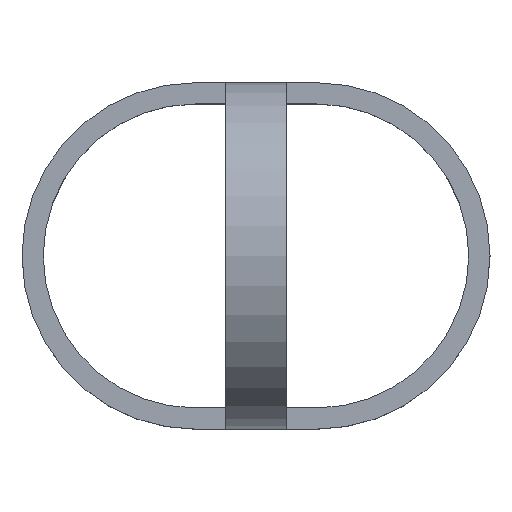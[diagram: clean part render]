
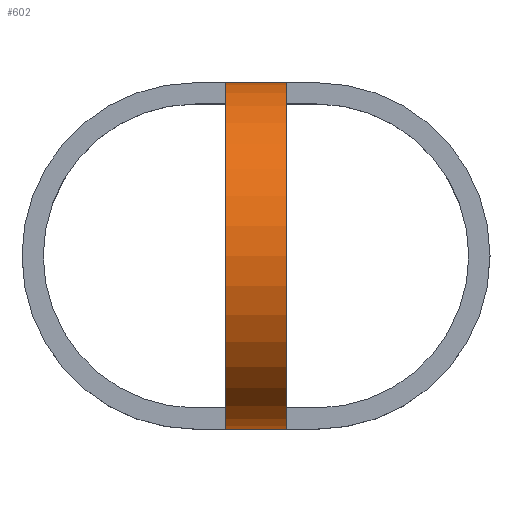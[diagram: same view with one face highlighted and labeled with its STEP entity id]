
A CAD part, top view. The second image highlights one B-rep face of the part: STEP entity #602.
In plain terms, the highlighted cylindrical face has radius 5.7 mm (diameter 11.4 mm), a partial arc.
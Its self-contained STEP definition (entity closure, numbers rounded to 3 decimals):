
#14 = ORIENTED_EDGE ( 'NONE', *, *, #469, .F. ) ;
#39 = DIRECTION ( 'NONE',  ( 0., 0., 1. ) ) ;
#63 = CARTESIAN_POINT ( 'NONE',  ( -1., 11.4, 2. ) ) ;
#72 = CARTESIAN_POINT ( 'NONE',  ( 1., 5.7, 2. ) ) ;
#128 = VERTEX_POINT ( 'NONE', #432 ) ;
#138 = VECTOR ( 'NONE', #174, 1000. ) ;
#146 = EDGE_CURVE ( 'NONE', #425, #419, #566, .T. ) ;
#170 = EDGE_CURVE ( 'NONE', #419, #128, #651, .T. ) ;
#174 = DIRECTION ( 'NONE',  ( 1., 0., 0. ) ) ;
#206 = AXIS2_PLACEMENT_3D ( 'NONE', #412, #521, #720 ) ;
#226 = CARTESIAN_POINT ( 'NONE',  ( -1., 0., 2. ) ) ;
#243 = DIRECTION ( 'NONE',  ( -1., 0., 0. ) ) ;
#248 = FACE_OUTER_BOUND ( 'NONE', #689, .T. ) ;
#298 = AXIS2_PLACEMENT_3D ( 'NONE', #499, #364, #39 ) ;
#308 = EDGE_CURVE ( 'NONE', #425, #754, #589, .T. ) ;
#328 = CYLINDRICAL_SURFACE ( 'NONE', #206, 5.7 ) ;
#352 = LINE ( 'NONE', #509, #138 ) ;
#364 = DIRECTION ( 'NONE',  ( -1., 0., 0. ) ) ;
#403 = VECTOR ( 'NONE', #621, 1000. ) ;
#412 = CARTESIAN_POINT ( 'NONE',  ( -1., 5.7, 2. ) ) ;
#419 = VERTEX_POINT ( 'NONE', #591 ) ;
#425 = VERTEX_POINT ( 'NONE', #226 ) ;
#432 = CARTESIAN_POINT ( 'NONE',  ( 1., 11.4, 2. ) ) ;
#458 = ORIENTED_EDGE ( 'NONE', *, *, #146, .T. ) ;
#469 = EDGE_CURVE ( 'NONE', #754, #128, #352, .T. ) ;
#490 = CARTESIAN_POINT ( 'NONE',  ( -1., 0., 2. ) ) ;
#499 = CARTESIAN_POINT ( 'NONE',  ( -1., 5.7, 2. ) ) ;
#509 = CARTESIAN_POINT ( 'NONE',  ( -1., 11.4, 2. ) ) ;
#516 = DIRECTION ( 'NONE',  ( 0., 0., 1. ) ) ;
#521 = DIRECTION ( 'NONE',  ( 1., 0., 0. ) ) ;
#566 = LINE ( 'NONE', #490, #403 ) ;
#589 = CIRCLE ( 'NONE', #298, 5.7 ) ;
#591 = CARTESIAN_POINT ( 'NONE',  ( 1., 0., 2. ) ) ;
#602 = ADVANCED_FACE ( 'NONE', ( #248 ), #328, .T. ) ;
#621 = DIRECTION ( 'NONE',  ( 1., 0., 0. ) ) ;
#629 = ORIENTED_EDGE ( 'NONE', *, *, #170, .T. ) ;
#639 = AXIS2_PLACEMENT_3D ( 'NONE', #72, #243, #516 ) ;
#651 = CIRCLE ( 'NONE', #639, 5.7 ) ;
#689 = EDGE_LOOP ( 'NONE', ( #629, #14, #819, #458 ) ) ;
#720 = DIRECTION ( 'NONE',  ( 0., 0., -1. ) ) ;
#754 = VERTEX_POINT ( 'NONE', #63 ) ;
#819 = ORIENTED_EDGE ( 'NONE', *, *, #308, .F. ) ;
